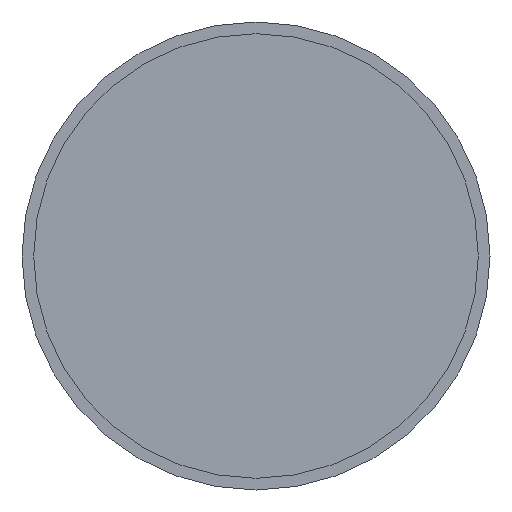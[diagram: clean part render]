
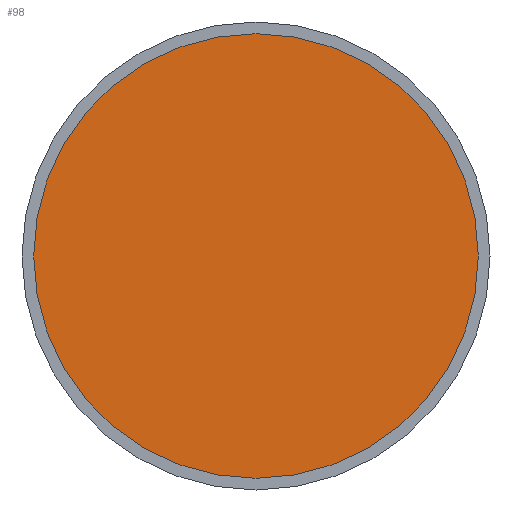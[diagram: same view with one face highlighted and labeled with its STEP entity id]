
A CAD part, front view. The second image highlights one B-rep face of the part: STEP entity #98.
In plain terms, the highlighted planar face has unit normal (0, -1, 0).
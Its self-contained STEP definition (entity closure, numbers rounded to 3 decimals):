
#98 = ADVANCED_FACE( '', ( #206 ), #207, .F. );
#206 = FACE_OUTER_BOUND( '', #346, .T. );
#207 = PLANE( '', #347 );
#346 = EDGE_LOOP( '', ( #531 ) );
#347 = AXIS2_PLACEMENT_3D( '', #532, #533, #534 );
#531 = ORIENTED_EDGE( '', *, *, #618, .T. );
#532 = CARTESIAN_POINT( '', ( 38., 3., 0. ) );
#533 = DIRECTION( '', ( 0., 1., 0. ) );
#534 = DIRECTION( '', ( 0., 0., 1. ) );
#618 = EDGE_CURVE( '', #717, #717, #718, .T. );
#717 = VERTEX_POINT( '', #843 );
#718 = CIRCLE( '', #844, 38. );
#843 = CARTESIAN_POINT( '', ( 0., 3., -38. ) );
#844 = AXIS2_PLACEMENT_3D( '', #925, #926, #927 );
#925 = CARTESIAN_POINT( '', ( 0., 3., 0. ) );
#926 = DIRECTION( '', ( 0., -1., 0. ) );
#927 = DIRECTION( '', ( 0., 0., -1. ) );
